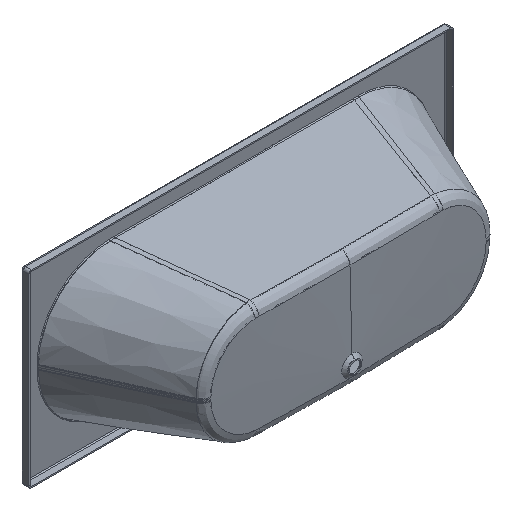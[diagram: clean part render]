
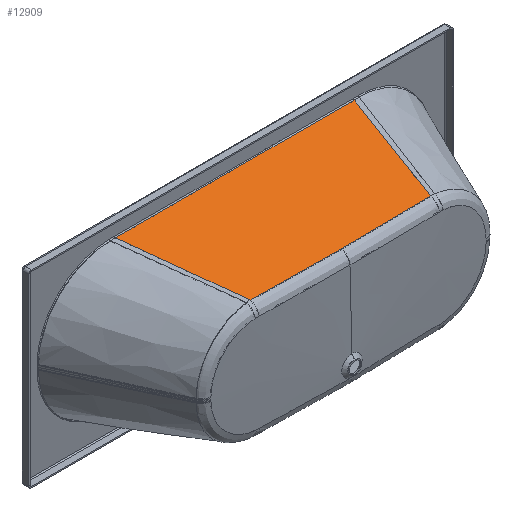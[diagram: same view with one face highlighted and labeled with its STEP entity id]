
A CAD part, isometric view. The second image highlights one B-rep face of the part: STEP entity #12909.
In plain terms, the highlighted free-form (B-spline) face has degree [3, 3] with [4, 4] control points.
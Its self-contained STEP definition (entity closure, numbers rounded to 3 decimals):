
#4388=CARTESIAN_POINT('',(382.472,-455.61,246.714));
#4390=CARTESIAN_POINT('',(382.472,-455.61,246.714));
#4391=CARTESIAN_POINT('',(423.666,-306.542,269.075));
#4392=CARTESIAN_POINT('',(464.86,-157.474,291.435));
#4393=CARTESIAN_POINT('',(506.054,-8.407,313.795));
#4400=CARTESIAN_POINT('',(506.054,-8.407,313.795));
#4402=CARTESIAN_POINT('',(382.472,-455.61,246.714));
#4403=CARTESIAN_POINT('',(374.742,-455.757,246.692));
#4404=CARTESIAN_POINT('',(359.602,-456.04,246.65));
#4405=CARTESIAN_POINT('',(338.129,-456.43,246.591));
#4406=CARTESIAN_POINT('',(317.04,-456.801,246.536));
#4407=CARTESIAN_POINT('',(296.522,-457.148,246.484));
#4408=CARTESIAN_POINT('',(276.453,-457.474,246.435));
#4409=CARTESIAN_POINT('',(256.804,-457.78,246.389));
#4410=CARTESIAN_POINT('',(237.508,-458.064,246.346));
#4411=CARTESIAN_POINT('',(218.522,-458.329,246.307));
#4412=CARTESIAN_POINT('',(199.794,-458.575,246.27));
#4413=CARTESIAN_POINT('',(181.285,-458.801,246.236));
#4414=CARTESIAN_POINT('',(162.951,-459.007,246.205));
#4415=CARTESIAN_POINT('',(144.749,-459.193,246.177));
#4416=CARTESIAN_POINT('',(126.654,-459.36,246.152));
#4417=CARTESIAN_POINT('',(108.632,-459.505,246.13));
#4418=CARTESIAN_POINT('',(90.657,-459.63,246.111));
#4419=CARTESIAN_POINT('',(72.724,-459.734,246.096));
#4420=CARTESIAN_POINT('',(54.76,-459.815,246.084));
#4421=CARTESIAN_POINT('',(36.962,-459.874,246.075));
#4422=CARTESIAN_POINT('',(18.576,-459.911,246.069));
#4423=CARTESIAN_POINT('',(6.225,-459.92,246.068));
#4424=CARTESIAN_POINT('',(0.,-459.92,
246.068));
#4426=CARTESIAN_POINT('',(0.,-459.92,
246.068));
#4427=CARTESIAN_POINT('',(-6.035,-459.92,
246.068));
#4428=CARTESIAN_POINT('',(-18.048,-459.912,
246.069));
#4429=CARTESIAN_POINT('',(-35.76,-459.877,
246.074));
#4430=CARTESIAN_POINT('',(-53.581,-459.82,
246.083));
#4431=CARTESIAN_POINT('',(-71.371,-459.741,
246.095));
#4432=CARTESIAN_POINT('',(-89.202,-459.64,
246.11));
#4433=CARTESIAN_POINT('',(-107.068,-459.517,
246.128));
#4434=CARTESIAN_POINT('',(-124.998,-459.374,
246.15));
#4435=CARTESIAN_POINT('',(-143.02,-459.21,
246.174));
#4436=CARTESIAN_POINT('',(-161.162,-459.026,
246.202));
#4437=CARTESIAN_POINT('',(-179.459,-458.822,
246.233));
#4438=CARTESIAN_POINT('',(-197.954,-458.598,
246.266));
#4439=CARTESIAN_POINT('',(-216.692,-458.354,
246.303));
#4440=CARTESIAN_POINT('',(-235.715,-458.09,
246.342));
#4441=CARTESIAN_POINT('',(-255.076,-457.806,
246.385));
#4442=CARTESIAN_POINT('',(-274.825,-457.5,
246.431));
#4443=CARTESIAN_POINT('',(-295.013,-457.173,
246.48));
#4444=CARTESIAN_POINT('',(-315.733,-456.824,
246.532));
#4445=CARTESIAN_POINT('',(-336.904,-456.452,
246.588));
#4446=CARTESIAN_POINT('',(-359.134,-456.049,
246.649));
#4447=CARTESIAN_POINT('',(-374.583,-455.76,
246.692));
#4448=CARTESIAN_POINT('',(-382.472,-455.61,
246.714));
#4450=CARTESIAN_POINT('',(-382.472,-455.61,
246.714));
#4451=CARTESIAN_POINT('',(-423.666,-306.542,
269.075));
#4452=CARTESIAN_POINT('',(-464.86,-157.474,
291.435));
#4453=CARTESIAN_POINT('',(-506.054,-8.407,
313.795));
#4455=DIRECTION('',(-1.,0.,0.));
#4456=VECTOR('',#4455,1012.107);
#4457=CARTESIAN_POINT('',(506.054,-8.407,313.795));
#4458=LINE('',#4457,#4456);
#5643=VERTEX_POINT('',#4400);
#5645=CARTESIAN_POINT('',(-506.054,-8.407,
313.795));
#5646=VERTEX_POINT('',#5645);
#5725=VERTEX_POINT('',#4388);
#5727=VERTEX_POINT('',#4424);
#5729=VERTEX_POINT('',#4448);
#12883=CARTESIAN_POINT('',(387.634,-464.435,
245.391));
#12884=CARTESIAN_POINT('',(129.211,-464.435,
245.391));
#12885=CARTESIAN_POINT('',(-129.211,-464.435,
245.391));
#12886=CARTESIAN_POINT('',(-387.634,-464.435,
245.391));
#12887=CARTESIAN_POINT('',(430.905,-310.92,
268.418));
#12888=CARTESIAN_POINT('',(143.635,-310.92,
268.418));
#12889=CARTESIAN_POINT('',(-143.635,-310.92,
268.418));
#12890=CARTESIAN_POINT('',(-430.905,-310.92,
268.418));
#12891=CARTESIAN_POINT('',(474.176,-157.406,
291.445));
#12892=CARTESIAN_POINT('',(158.059,-157.406,
291.445));
#12893=CARTESIAN_POINT('',(-158.059,-157.406,
291.445));
#12894=CARTESIAN_POINT('',(-474.176,-157.406,
291.445));
#12895=CARTESIAN_POINT('',(517.447,-3.892,
314.472));
#12896=CARTESIAN_POINT('',(172.482,-3.892,
314.472));
#12897=CARTESIAN_POINT('',(-172.482,-3.892,
314.472));
#12898=CARTESIAN_POINT('',(-517.447,-3.892,
314.472));
#12899=B_SPLINE_SURFACE_WITH_KNOTS('',3,3,((#12883,#12884,#12885,#12886),
(#12887,#12888,#12889,#12890),(#12891,#12892,#12893,#12894),(#12895,#12896,
#12897,#12898)),.UNSPECIFIED.,.F.,.F.,.F.,(4,4),(4,4),(0.073,
0.994),(0.622,0.878),.UNSPECIFIED.);
#12900=ORIENTED_EDGE('',*,*,#11409,.T.);
#12901=ORIENTED_EDGE('',*,*,#11556,.T.);
#12903=ORIENTED_EDGE('',*,*,#12902,.T.);
#12905=ORIENTED_EDGE('',*,*,#12904,.F.);
#12906=ORIENTED_EDGE('',*,*,#12874,.F.);
#12907=EDGE_LOOP('',(#12900,#12901,#12903,#12905,#12906));
#12908=FACE_OUTER_BOUND('',#12907,.F.);
#4394=B_SPLINE_CURVE_WITH_KNOTS('',3,(#4390,#4391,#4392,#4393),.UNSPECIFIED.,
.F.,.F.,(4,4),(0.,1.),.UNSPECIFIED.);
#4425=B_SPLINE_CURVE_WITH_KNOTS('',3,(#4402,#4403,#4404,#4405,#4406,#4407,#4408,
#4409,#4410,#4411,#4412,#4413,#4414,#4415,#4416,#4417,#4418,#4419,#4420,#4421,
#4422,#4423,#4424),.UNSPECIFIED.,.F.,.F.,(4,1,1,1,1,1,1,1,1,1,1,1,1,1,1,1,1,1,1,
1,4),(0.,0.05,0.1,0.15,0.2,0.25,0.3,0.35,0.4,0.45,0.5,
0.55,0.6,0.65,0.7,0.75,0.8,0.85,0.9,0.95,1.),.UNSPECIFIED.);
#4449=B_SPLINE_CURVE_WITH_KNOTS('',3,(#4426,#4427,#4428,#4429,#4430,#4431,#4432,
#4433,#4434,#4435,#4436,#4437,#4438,#4439,#4440,#4441,#4442,#4443,#4444,#4445,
#4446,#4447,#4448),.UNSPECIFIED.,.F.,.F.,(4,1,1,1,1,1,1,1,1,1,1,1,1,1,1,1,1,1,1,
1,4),(0.,0.05,0.1,0.15,0.2,0.25,0.3,0.35,0.4,0.45,0.5,
0.55,0.6,0.65,0.7,0.75,0.8,0.85,0.9,0.95,1.),.UNSPECIFIED.);
#4454=B_SPLINE_CURVE_WITH_KNOTS('',3,(#4450,#4451,#4452,#4453),.UNSPECIFIED.,
.F.,.F.,(4,4),(0.,1.),.UNSPECIFIED.);
#11409=EDGE_CURVE('',#5725,#5727,#4425,.T.);
#11556=EDGE_CURVE('',#5727,#5729,#4449,.T.);
#12874=EDGE_CURVE('',#5725,#5643,#4394,.T.);
#12902=EDGE_CURVE('',#5729,#5646,#4454,.T.);
#12904=EDGE_CURVE('',#5643,#5646,#4458,.T.);
#12909=ADVANCED_FACE('',(#12908),#12899,.T.);
